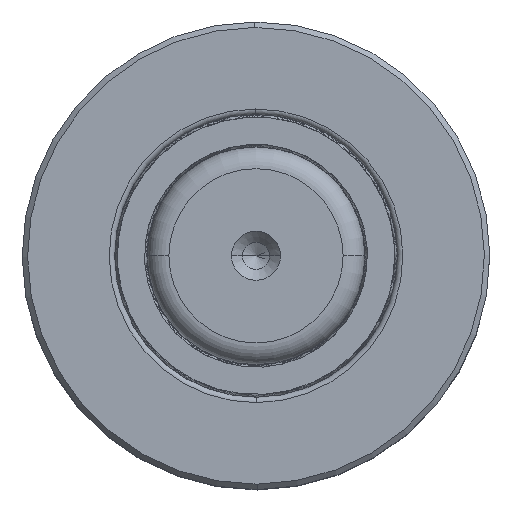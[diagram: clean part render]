
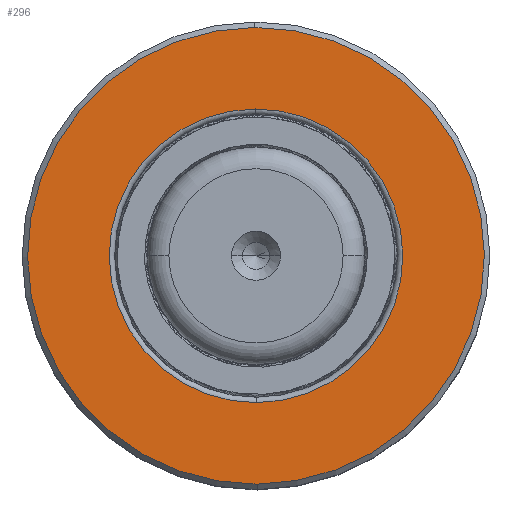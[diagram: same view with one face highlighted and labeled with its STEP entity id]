
A CAD part, top view. The second image highlights one B-rep face of the part: STEP entity #296.
In plain terms, the highlighted face is planar.
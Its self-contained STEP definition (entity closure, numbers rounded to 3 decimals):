
#296 = ADVANCED_FACE ( 'NONE', ( #19789, #4859 ), #15177, .T. ) ;
#539 = EDGE_CURVE ( 'NONE', #17428, #21961, #26250, .T. ) ;
#1091 = DIRECTION ( 'NONE',  ( 0., 0., -1. ) ) ;
#1725 = CARTESIAN_POINT ( 'NONE',  ( 21., 10.687, 0. ) ) ;
#2944 = CARTESIAN_POINT ( 'NONE',  ( 0., 10.687, 21. ) ) ;
#3326 = CARTESIAN_POINT ( 'NONE',  ( 0., 10.687, 0. ) ) ;
#3796 = CARTESIAN_POINT ( 'NONE',  ( 0., 10.687, 0. ) ) ;
#4161 = DIRECTION ( 'NONE',  ( 0., 0., -1. ) ) ;
#4214 = DIRECTION ( 'NONE',  ( 0., 0., -1. ) ) ;
#4229 = VERTEX_POINT ( 'NONE', #23222 ) ;
#4759 = EDGE_CURVE ( 'NONE', #15697, #4229, #30671, .T. ) ;
#4859 = FACE_OUTER_BOUND ( 'NONE', #20231, .T. ) ;
#7873 = DIRECTION ( 'NONE',  ( 0., -1., 0. ) ) ;
#8127 = EDGE_CURVE ( 'NONE', #21961, #17428, #19477, .T. ) ;
#13770 = CARTESIAN_POINT ( 'NONE',  ( 0., 10.687, -13.5 ) ) ;
#14404 = DIRECTION ( 'NONE',  ( 0., -1., 0. ) ) ;
#15177 = PLANE ( 'NONE',  #15226 ) ;
#15226 = AXIS2_PLACEMENT_3D ( 'NONE', #1725, #28841, #17927 ) ;
#15697 = VERTEX_POINT ( 'NONE', #2944 ) ;
#17428 = VERTEX_POINT ( 'NONE', #13770 ) ;
#17800 = AXIS2_PLACEMENT_3D ( 'NONE', #3796, #14404, #1091 ) ;
#17927 = DIRECTION ( 'NONE',  ( 0., 0., 1. ) ) ;
#18768 = CARTESIAN_POINT ( 'NONE',  ( 0., 10.687, 0. ) ) ;
#19477 = CIRCLE ( 'NONE', #33142, 13.5 ) ;
#19789 = FACE_BOUND ( 'NONE', #23971, .T. ) ;
#20231 = EDGE_LOOP ( 'NONE', ( #27375, #24497 ) ) ;
#21961 = VERTEX_POINT ( 'NONE', #31810 ) ;
#22478 = DIRECTION ( 'NONE',  ( 0., -1., 0. ) ) ;
#22981 = EDGE_CURVE ( 'NONE', #4229, #15697, #25193, .T. ) ;
#23222 = CARTESIAN_POINT ( 'NONE',  ( 0., 10.687, -21. ) ) ;
#23480 = CARTESIAN_POINT ( 'NONE',  ( 0., 10.687, 0. ) ) ;
#23971 = EDGE_LOOP ( 'NONE', ( #25527, #30567 ) ) ;
#24424 = AXIS2_PLACEMENT_3D ( 'NONE', #18768, #7873, #27261 ) ;
#24497 = ORIENTED_EDGE ( 'NONE', *, *, #4759, .F. ) ;
#25193 = CIRCLE ( 'NONE', #32617, 21. ) ;
#25527 = ORIENTED_EDGE ( 'NONE', *, *, #539, .T. ) ;
#26234 = DIRECTION ( 'NONE',  ( 0., -1., 0. ) ) ;
#26250 = CIRCLE ( 'NONE', #24424, 13.5 ) ;
#27261 = DIRECTION ( 'NONE',  ( 0., 0., -1. ) ) ;
#27375 = ORIENTED_EDGE ( 'NONE', *, *, #22981, .F. ) ;
#28841 = DIRECTION ( 'NONE',  ( 0., 1., 0. ) ) ;
#30567 = ORIENTED_EDGE ( 'NONE', *, *, #8127, .T. ) ;
#30671 = CIRCLE ( 'NONE', #17800, 21. ) ;
#31810 = CARTESIAN_POINT ( 'NONE',  ( 0., 10.687, 13.5 ) ) ;
#32617 = AXIS2_PLACEMENT_3D ( 'NONE', #23480, #26234, #4214 ) ;
#33142 = AXIS2_PLACEMENT_3D ( 'NONE', #3326, #22478, #4161 ) ;
